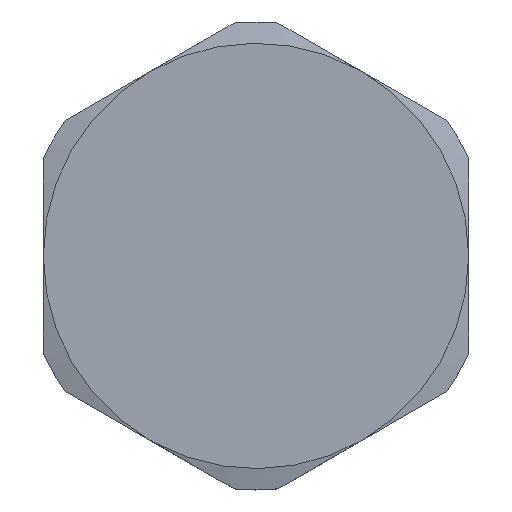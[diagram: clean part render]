
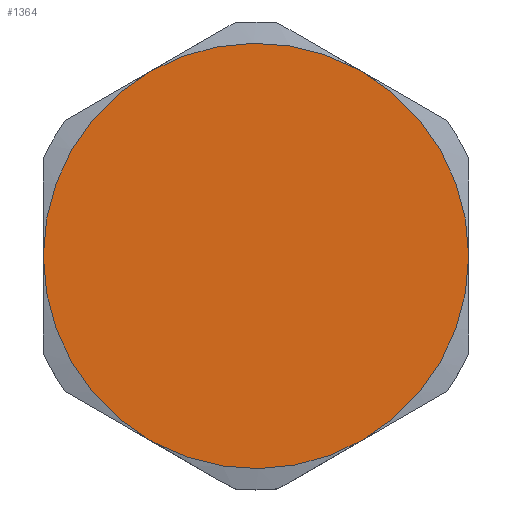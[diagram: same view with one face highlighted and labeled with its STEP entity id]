
A CAD part, top view. The second image highlights one B-rep face of the part: STEP entity #1364.
In plain terms, the highlighted planar face has unit normal (0, 0, 1).
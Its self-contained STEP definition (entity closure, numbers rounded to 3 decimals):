
#1266=AXIS2_PLACEMENT_3D('Circle Axis2P3D',#1264,#1265,$) ;
#1278=AXIS2_PLACEMENT_3D('Circle Axis2P3D',#1276,#1277,$) ;
#1290=AXIS2_PLACEMENT_3D('Circle Axis2P3D',#1288,#1289,$) ;
#1316=AXIS2_PLACEMENT_3D('Circle Axis2P3D',#1314,#1315,$) ;
#1328=AXIS2_PLACEMENT_3D('Plane Axis2P3D',#1325,#1326,#1327) ;
#1332=AXIS2_PLACEMENT_3D('Circle Axis2P3D',#1330,#1331,$) ;
#1339=AXIS2_PLACEMENT_3D('Circle Axis2P3D',#1337,#1338,$) ;
#1344=AXIS2_PLACEMENT_3D('Circle Axis2P3D',#1342,#1343,$) ;
#1349=AXIS2_PLACEMENT_3D('Circle Axis2P3D',#1347,#1348,$) ;
#849=CARTESIAN_POINT('Vertex',(0.,27.5,22.)) ;
#912=CARTESIAN_POINT('Vertex',(12.5,49.151,22.)) ;
#1006=CARTESIAN_POINT('Vertex',(37.499,49.151,22.)) ;
#1009=CARTESIAN_POINT('Line Origine',(37.5,49.151,22.)) ;
#1013=CARTESIAN_POINT('Vertex',(37.501,49.15,22.)) ;
#1078=CARTESIAN_POINT('Vertex',(50.,27.5,22.)) ;
#1135=CARTESIAN_POINT('Vertex',(37.5,5.849,22.)) ;
#1228=CARTESIAN_POINT('Vertex',(12.501,5.849,22.)) ;
#1231=CARTESIAN_POINT('Line Origine',(12.5,5.849,22.)) ;
#1235=CARTESIAN_POINT('Vertex',(12.499,5.85,22.)) ;
#1264=CARTESIAN_POINT('Axis2P3D Location',(25.,27.5,22.)) ;
#1276=CARTESIAN_POINT('Axis2P3D Location',(25.,27.5,22.)) ;
#1288=CARTESIAN_POINT('Axis2P3D Location',(25.,27.5,22.)) ;
#1292=CARTESIAN_POINT('Vertex',(36.986,49.44,22.)) ;
#1314=CARTESIAN_POINT('Axis2P3D Location',(25.,27.5,22.)) ;
#1325=CARTESIAN_POINT('Axis2P3D Location',(25.,27.5,22.)) ;
#1330=CARTESIAN_POINT('Axis2P3D Location',(25.,27.5,22.)) ;
#1334=CARTESIAN_POINT('Vertex',(13.014,5.56,22.)) ;
#1337=CARTESIAN_POINT('Axis2P3D Location',(25.,27.5,22.)) ;
#1342=CARTESIAN_POINT('Axis2P3D Location',(25.,27.5,22.)) ;
#1347=CARTESIAN_POINT('Axis2P3D Location',(25.,27.5,22.)) ;
#1010=DIRECTION('Vector Direction',(0.866,-0.5,0.)) ;
#1232=DIRECTION('Vector Direction',(-0.866,0.5,0.)) ;
#1265=DIRECTION('Axis2P3D Direction',(0.,0.,-1.)) ;
#1277=DIRECTION('Axis2P3D Direction',(0.,0.,-1.)) ;
#1289=DIRECTION('Axis2P3D Direction',(0.,0.,-1.)) ;
#1315=DIRECTION('Axis2P3D Direction',(0.,0.,-1.)) ;
#1326=DIRECTION('Axis2P3D Direction',(0.,0.,-1.)) ;
#1327=DIRECTION('Axis2P3D XDirection',(0.,-1.,0.)) ;
#1331=DIRECTION('Axis2P3D Direction',(0.,0.,-1.)) ;
#1338=DIRECTION('Axis2P3D Direction',(0.,0.,-1.)) ;
#1343=DIRECTION('Axis2P3D Direction',(0.,0.,-1.)) ;
#1348=DIRECTION('Axis2P3D Direction',(0.,0.,-1.)) ;
#1011=VECTOR('Line Direction',#1010,1.) ;
#1233=VECTOR('Line Direction',#1232,1.) ;
#1353=ORIENTED_EDGE('',*,*,#1280,.F.) ;
#1354=ORIENTED_EDGE('',*,*,#1268,.F.) ;
#1355=ORIENTED_EDGE('',*,*,#1237,.F.) ;
#1356=ORIENTED_EDGE('',*,*,#1336,.F.) ;
#1357=ORIENTED_EDGE('',*,*,#1341,.F.) ;
#1358=ORIENTED_EDGE('',*,*,#1346,.F.) ;
#1359=ORIENTED_EDGE('',*,*,#1351,.F.) ;
#1360=ORIENTED_EDGE('',*,*,#1015,.F.) ;
#1361=ORIENTED_EDGE('',*,*,#1318,.F.) ;
#1362=ORIENTED_EDGE('',*,*,#1294,.F.) ;
#1364=ADVANCED_FACE('STOPPER_PLUG_M40',(#1363),#1329,.F.) ;
#1267=CIRCLE('generated circle',#1266,25.) ;
#1279=CIRCLE('generated circle',#1278,25.) ;
#1291=CIRCLE('generated circle',#1290,25.) ;
#1317=CIRCLE('generated circle',#1316,25.) ;
#1333=CIRCLE('generated circle',#1332,25.) ;
#1340=CIRCLE('generated circle',#1339,25.) ;
#1345=CIRCLE('generated circle',#1344,25.) ;
#1350=CIRCLE('generated circle',#1349,25.) ;
#1015=EDGE_CURVE('',#1007,#1014,#1012,.T.) ;
#1237=EDGE_CURVE('',#1229,#1236,#1234,.T.) ;
#1268=EDGE_CURVE('',#1236,#850,#1267,.T.) ;
#1280=EDGE_CURVE('',#850,#913,#1279,.T.) ;
#1294=EDGE_CURVE('',#913,#1293,#1291,.T.) ;
#1318=EDGE_CURVE('',#1293,#1007,#1317,.T.) ;
#1336=EDGE_CURVE('',#1335,#1229,#1333,.T.) ;
#1341=EDGE_CURVE('',#1136,#1335,#1340,.T.) ;
#1346=EDGE_CURVE('',#1079,#1136,#1345,.T.) ;
#1351=EDGE_CURVE('',#1014,#1079,#1350,.T.) ;
#1352=EDGE_LOOP('',(#1353,#1354,#1355,#1356,#1357,#1358,#1359,#1360,#1361,#1362)) ;
#1363=FACE_OUTER_BOUND('',#1352,.T.) ;
#1012=LINE('Line',#1009,#1011) ;
#1234=LINE('Line',#1231,#1233) ;
#1329=PLANE('',#1328) ;
#850=VERTEX_POINT('',#849) ;
#913=VERTEX_POINT('',#912) ;
#1007=VERTEX_POINT('',#1006) ;
#1014=VERTEX_POINT('',#1013) ;
#1079=VERTEX_POINT('',#1078) ;
#1136=VERTEX_POINT('',#1135) ;
#1229=VERTEX_POINT('',#1228) ;
#1236=VERTEX_POINT('',#1235) ;
#1293=VERTEX_POINT('',#1292) ;
#1335=VERTEX_POINT('',#1334) ;
